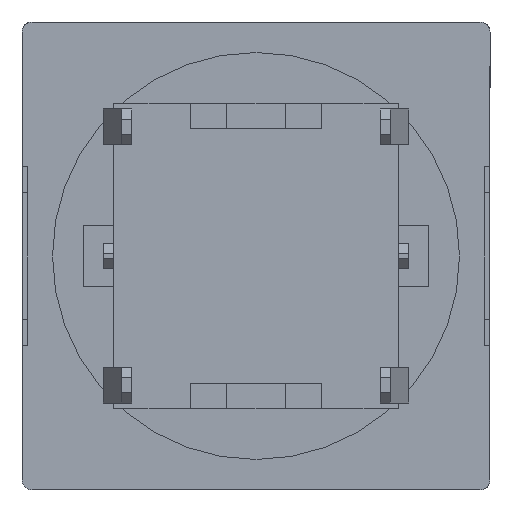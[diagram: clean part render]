
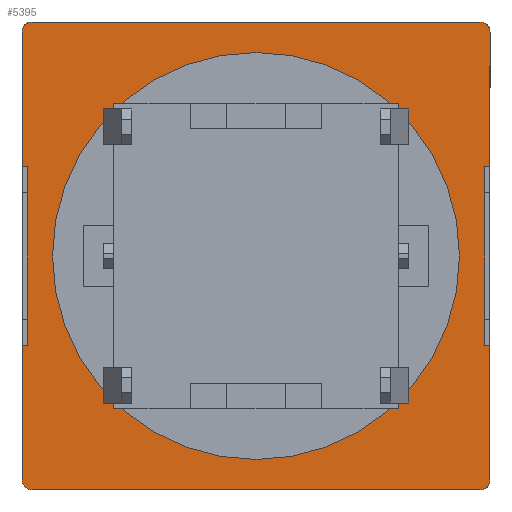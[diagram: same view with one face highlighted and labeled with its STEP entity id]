
A CAD part, front view. The second image highlights one B-rep face of the part: STEP entity #5395.
In plain terms, the highlighted planar face has unit normal (0, -1, 0).
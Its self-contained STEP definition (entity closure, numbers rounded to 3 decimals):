
#151 = CARTESIAN_POINT ( 'NONE',  ( 0., 0., 4. ) ) ;
#153 = CIRCLE ( 'NONE', #1264, 0.2 ) ;
#225 = DIRECTION ( 'NONE',  ( 0., 0., 1. ) ) ;
#277 = DIRECTION ( 'NONE',  ( 0., 0., 1. ) ) ;
#375 = ORIENTED_EDGE ( 'NONE', *, *, #5825, .T. ) ;
#402 = EDGE_CURVE ( 'NONE', #3707, #1134, #4101, .T. ) ;
#437 = CIRCLE ( 'NONE', #5325, 4. ) ;
#458 = VERTEX_POINT ( 'NONE', #4644 ) ;
#462 = DIRECTION ( 'NONE',  ( 0., -1., 0. ) ) ;
#526 = ORIENTED_EDGE ( 'NONE', *, *, #602, .F. ) ;
#566 = AXIS2_PLACEMENT_3D ( 'NONE', #1263, #5681, #857 ) ;
#602 = EDGE_CURVE ( 'NONE', #6292, #2957, #932, .T. ) ;
#612 = ORIENTED_EDGE ( 'NONE', *, *, #2357, .F. ) ;
#618 = CARTESIAN_POINT ( 'NONE',  ( 4.4, 0., 4.4 ) ) ;
#671 = EDGE_CURVE ( 'NONE', #2608, #1242, #1521, .T. ) ;
#698 = CARTESIAN_POINT ( 'NONE',  ( 4.6, 0., -1.75 ) ) ;
#751 = ORIENTED_EDGE ( 'NONE', *, *, #402, .F. ) ;
#840 = DIRECTION ( 'NONE',  ( 0., 0., -1. ) ) ;
#852 = CARTESIAN_POINT ( 'NONE',  ( -4.6, 0., 1.75 ) ) ;
#855 = VERTEX_POINT ( 'NONE', #2488 ) ;
#857 = DIRECTION ( 'NONE',  ( 0., 0., 1. ) ) ;
#891 = FACE_BOUND ( 'NONE', #6016, .T. ) ;
#895 = DIRECTION ( 'NONE',  ( 0., 0., -1. ) ) ;
#932 = LINE ( 'NONE', #3868, #6027 ) ;
#944 = VERTEX_POINT ( 'NONE', #5768 ) ;
#999 = ORIENTED_EDGE ( 'NONE', *, *, #3467, .F. ) ;
#1049 = VERTEX_POINT ( 'NONE', #151 ) ;
#1054 = ORIENTED_EDGE ( 'NONE', *, *, #2344, .F. ) ;
#1105 = DIRECTION ( 'NONE',  ( 0., 0., 1. ) ) ;
#1134 = VERTEX_POINT ( 'NONE', #5059 ) ;
#1136 = EDGE_CURVE ( 'NONE', #3571, #855, #1668, .T. ) ;
#1168 = CIRCLE ( 'NONE', #2868, 0.2 ) ;
#1206 = LINE ( 'NONE', #2493, #4149 ) ;
#1210 = LINE ( 'NONE', #2645, #1690 ) ;
#1213 = VECTOR ( 'NONE', #3609, 1000. ) ;
#1228 = DIRECTION ( 'NONE',  ( 1., 0., 0. ) ) ;
#1230 = VERTEX_POINT ( 'NONE', #5611 ) ;
#1232 = VERTEX_POINT ( 'NONE', #698 ) ;
#1242 = VERTEX_POINT ( 'NONE', #852 ) ;
#1263 = CARTESIAN_POINT ( 'NONE',  ( 0., 0., 0. ) ) ;
#1264 = AXIS2_PLACEMENT_3D ( 'NONE', #3818, #2742, #1809 ) ;
#1270 = CARTESIAN_POINT ( 'NONE',  ( -4.6, 0., -4.4 ) ) ;
#1385 = CARTESIAN_POINT ( 'NONE',  ( 4.6, 0., 4.4 ) ) ;
#1410 = EDGE_CURVE ( 'NONE', #944, #1230, #2954, .T. ) ;
#1440 = EDGE_CURVE ( 'NONE', #1242, #3942, #4411, .T. ) ;
#1489 = EDGE_CURVE ( 'NONE', #5087, #1232, #6301, .T. ) ;
#1501 = ORIENTED_EDGE ( 'NONE', *, *, #4160, .F. ) ;
#1521 = LINE ( 'NONE', #4005, #3776 ) ;
#1623 = VERTEX_POINT ( 'NONE', #1270 ) ;
#1668 = LINE ( 'NONE', #4050, #5497 ) ;
#1690 = VECTOR ( 'NONE', #4628, 1000. ) ;
#1774 = CARTESIAN_POINT ( 'NONE',  ( 4.6, 0., -4.4 ) ) ;
#1780 = VECTOR ( 'NONE', #1940, 1000. ) ;
#1808 = ORIENTED_EDGE ( 'NONE', *, *, #4576, .T. ) ;
#1809 = DIRECTION ( 'NONE',  ( 0., 0., 1. ) ) ;
#1829 = EDGE_CURVE ( 'NONE', #6292, #1134, #2272, .T. ) ;
#1940 = DIRECTION ( 'NONE',  ( 1., 0., 0. ) ) ;
#1943 = CARTESIAN_POINT ( 'NONE',  ( -4.4, 0., 4.4 ) ) ;
#1951 = DIRECTION ( 'NONE',  ( 0., -1., 0. ) ) ;
#1980 = VECTOR ( 'NONE', #1105, 1000. ) ;
#1981 = EDGE_CURVE ( 'NONE', #5087, #2845, #3433, .T. ) ;
#1994 = VECTOR ( 'NONE', #4840, 1000. ) ;
#1998 = ORIENTED_EDGE ( 'NONE', *, *, #1829, .T. ) ;
#2047 = ORIENTED_EDGE ( 'NONE', *, *, #1410, .F. ) ;
#2196 = CARTESIAN_POINT ( 'NONE',  ( -4.5, 0., -1.75 ) ) ;
#2214 = ORIENTED_EDGE ( 'NONE', *, *, #1489, .F. ) ;
#2272 = CIRCLE ( 'NONE', #5876, 0.2 ) ;
#2344 = EDGE_CURVE ( 'NONE', #1232, #4434, #1206, .T. ) ;
#2357 = EDGE_CURVE ( 'NONE', #3571, #2608, #4943, .T. ) ;
#2373 = CARTESIAN_POINT ( 'NONE',  ( -4.6, 0., 4.4 ) ) ;
#2382 = DIRECTION ( 'NONE',  ( 0., 0., 1. ) ) ;
#2488 = CARTESIAN_POINT ( 'NONE',  ( -4.6, 0., -1.75 ) ) ;
#2493 = CARTESIAN_POINT ( 'NONE',  ( 4.6, 0., -4.6 ) ) ;
#2516 = AXIS2_PLACEMENT_3D ( 'NONE', #6215, #1951, #895 ) ;
#2523 = EDGE_CURVE ( 'NONE', #1623, #855, #1210, .T. ) ;
#2557 = ORIENTED_EDGE ( 'NONE', *, *, #671, .F. ) ;
#2576 = AXIS2_PLACEMENT_3D ( 'NONE', #1943, #462, #2382 ) ;
#2608 = VERTEX_POINT ( 'NONE', #3853 ) ;
#2635 = DIRECTION ( 'NONE',  ( 0., -1., 0. ) ) ;
#2645 = CARTESIAN_POINT ( 'NONE',  ( -4.6, 0., -4.6 ) ) ;
#2723 = CARTESIAN_POINT ( 'NONE',  ( -4.6, 0., 4.6 ) ) ;
#2737 = FACE_OUTER_BOUND ( 'NONE', #3933, .T. ) ;
#2742 = DIRECTION ( 'NONE',  ( 0., -1., 0. ) ) ;
#2831 = CARTESIAN_POINT ( 'NONE',  ( 4.6, 0., 1.75 ) ) ;
#2845 = VERTEX_POINT ( 'NONE', #6022 ) ;
#2868 = AXIS2_PLACEMENT_3D ( 'NONE', #5312, #2635, #277 ) ;
#2954 = LINE ( 'NONE', #4888, #4341 ) ;
#2957 = VERTEX_POINT ( 'NONE', #2831 ) ;
#2990 = CARTESIAN_POINT ( 'NONE',  ( 4.5, 0., -1.75 ) ) ;
#3033 = LINE ( 'NONE', #3582, #3097 ) ;
#3066 = ORIENTED_EDGE ( 'NONE', *, *, #2523, .F. ) ;
#3097 = VECTOR ( 'NONE', #1228, 1000. ) ;
#3102 = VECTOR ( 'NONE', #4622, 1000. ) ;
#3117 = CARTESIAN_POINT ( 'NONE',  ( 4.5, 0., -1.75 ) ) ;
#3157 = CARTESIAN_POINT ( 'NONE',  ( 0., 0., 0. ) ) ;
#3167 = DIRECTION ( 'NONE',  ( -1., 0., 0. ) ) ;
#3196 = ORIENTED_EDGE ( 'NONE', *, *, #1440, .F. ) ;
#3268 = PLANE ( 'NONE',  #566 ) ;
#3433 = LINE ( 'NONE', #5383, #1994 ) ;
#3451 = CARTESIAN_POINT ( 'NONE',  ( -4.6, 0., -4.6 ) ) ;
#3467 = EDGE_CURVE ( 'NONE', #458, #1049, #4480, .T. ) ;
#3571 = VERTEX_POINT ( 'NONE', #2196 ) ;
#3582 = CARTESIAN_POINT ( 'NONE',  ( 4.5, 0., 1.75 ) ) ;
#3609 = DIRECTION ( 'NONE',  ( 1., 0., 0. ) ) ;
#3707 = VERTEX_POINT ( 'NONE', #3947 ) ;
#3776 = VECTOR ( 'NONE', #4504, 1000. ) ;
#3818 = CARTESIAN_POINT ( 'NONE',  ( -4.4, 0., -4.4 ) ) ;
#3853 = CARTESIAN_POINT ( 'NONE',  ( -4.5, 0., 1.75 ) ) ;
#3868 = CARTESIAN_POINT ( 'NONE',  ( 4.6, 0., -4.6 ) ) ;
#3933 = EDGE_LOOP ( 'NONE', ( #526, #1998, #751, #375, #3196, #2557, #612, #4537, #3066, #4375, #2047, #1808, #1054, #2214, #5407, #5326 ) ) ;
#3942 = VERTEX_POINT ( 'NONE', #2373 ) ;
#3947 = CARTESIAN_POINT ( 'NONE',  ( -4.4, 0., 4.6 ) ) ;
#4005 = CARTESIAN_POINT ( 'NONE',  ( -4.5, 0., 1.75 ) ) ;
#4050 = CARTESIAN_POINT ( 'NONE',  ( -4.5, 0., -1.75 ) ) ;
#4101 = LINE ( 'NONE', #2723, #1213 ) ;
#4149 = VECTOR ( 'NONE', #4472, 1000. ) ;
#4160 = EDGE_CURVE ( 'NONE', #1049, #458, #437, .T. ) ;
#4341 = VECTOR ( 'NONE', #4447, 1000. ) ;
#4375 = ORIENTED_EDGE ( 'NONE', *, *, #4459, .T. ) ;
#4411 = LINE ( 'NONE', #3451, #1980 ) ;
#4434 = VERTEX_POINT ( 'NONE', #1774 ) ;
#4447 = DIRECTION ( 'NONE',  ( -1., 0., 0. ) ) ;
#4459 = EDGE_CURVE ( 'NONE', #1623, #1230, #153, .T. ) ;
#4472 = DIRECTION ( 'NONE',  ( 0., 0., -1. ) ) ;
#4480 = CIRCLE ( 'NONE', #2516, 4. ) ;
#4504 = DIRECTION ( 'NONE',  ( -1., 0., 0. ) ) ;
#4537 = ORIENTED_EDGE ( 'NONE', *, *, #1136, .T. ) ;
#4576 = EDGE_CURVE ( 'NONE', #944, #4434, #1168, .T. ) ;
#4595 = CARTESIAN_POINT ( 'NONE',  ( -4.5, 0., -1.75 ) ) ;
#4622 = DIRECTION ( 'NONE',  ( 0., 0., 1. ) ) ;
#4628 = DIRECTION ( 'NONE',  ( 0., 0., 1. ) ) ;
#4644 = CARTESIAN_POINT ( 'NONE',  ( 0., 0., -4. ) ) ;
#4840 = DIRECTION ( 'NONE',  ( 0., 0., 1. ) ) ;
#4888 = CARTESIAN_POINT ( 'NONE',  ( -4.6, 0., -4.6 ) ) ;
#4943 = LINE ( 'NONE', #4595, #3102 ) ;
#4980 = DIRECTION ( 'NONE',  ( 0., -1., 0. ) ) ;
#5059 = CARTESIAN_POINT ( 'NONE',  ( 4.4, 0., 4.6 ) ) ;
#5087 = VERTEX_POINT ( 'NONE', #3117 ) ;
#5138 = DIRECTION ( 'NONE',  ( 0., -1., 0. ) ) ;
#5312 = CARTESIAN_POINT ( 'NONE',  ( 4.4, 0., -4.4 ) ) ;
#5325 = AXIS2_PLACEMENT_3D ( 'NONE', #3157, #5138, #840 ) ;
#5326 = ORIENTED_EDGE ( 'NONE', *, *, #5627, .T. ) ;
#5345 = CIRCLE ( 'NONE', #2576, 0.2 ) ;
#5383 = CARTESIAN_POINT ( 'NONE',  ( 4.5, 0., -1.75 ) ) ;
#5395 = ADVANCED_FACE ( 'NONE', ( #891, #2737 ), #3268, .F. ) ;
#5407 = ORIENTED_EDGE ( 'NONE', *, *, #1981, .T. ) ;
#5497 = VECTOR ( 'NONE', #3167, 1000. ) ;
#5611 = CARTESIAN_POINT ( 'NONE',  ( -4.4, 0., -4.6 ) ) ;
#5627 = EDGE_CURVE ( 'NONE', #2845, #2957, #3033, .T. ) ;
#5681 = DIRECTION ( 'NONE',  ( 0., 1., 0. ) ) ;
#5768 = CARTESIAN_POINT ( 'NONE',  ( 4.4, 0., -4.6 ) ) ;
#5819 = DIRECTION ( 'NONE',  ( 0., 0., -1. ) ) ;
#5825 = EDGE_CURVE ( 'NONE', #3707, #3942, #5345, .T. ) ;
#5876 = AXIS2_PLACEMENT_3D ( 'NONE', #618, #4980, #225 ) ;
#6016 = EDGE_LOOP ( 'NONE', ( #1501, #999 ) ) ;
#6022 = CARTESIAN_POINT ( 'NONE',  ( 4.5, 0., 1.75 ) ) ;
#6027 = VECTOR ( 'NONE', #5819, 1000. ) ;
#6215 = CARTESIAN_POINT ( 'NONE',  ( 0., 0., 0. ) ) ;
#6292 = VERTEX_POINT ( 'NONE', #1385 ) ;
#6301 = LINE ( 'NONE', #2990, #1780 ) ;
